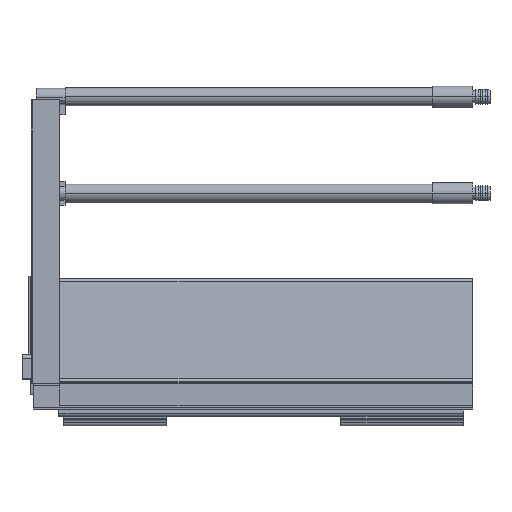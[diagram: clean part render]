
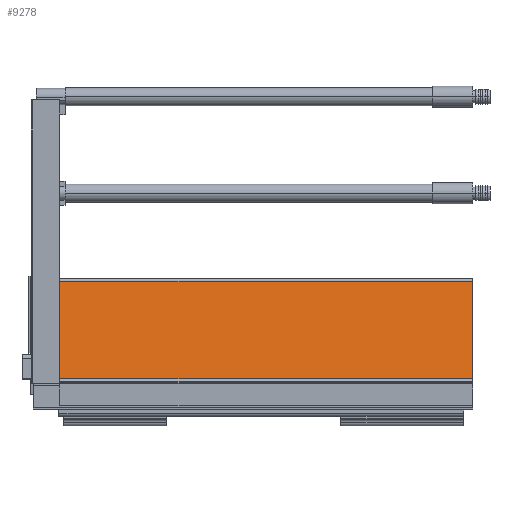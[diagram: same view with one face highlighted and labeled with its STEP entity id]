
A CAD part, top view. The second image highlights one B-rep face of the part: STEP entity #9278.
In plain terms, the highlighted planar face has unit normal (0, 0.139, 0.99).
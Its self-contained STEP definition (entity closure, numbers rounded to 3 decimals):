
#458 = CARTESIAN_POINT ( 'NONE',  ( -273.5, 75.024, 25.028 ) ) ;
#469 = EDGE_CURVE ( 'NONE', #6449, #8005, #12587, .T. ) ;
#495 = CARTESIAN_POINT ( 'NONE',  ( -293., 75.024, 25.028 ) ) ;
#1114 = VECTOR ( 'NONE', #9836, 1000. ) ;
#1223 = DIRECTION ( 'NONE',  ( 0., 0.139, 0.99 ) ) ;
#1275 = DIRECTION ( 'NONE',  ( 0., 0.99, -0.139 ) ) ;
#2334 = CARTESIAN_POINT ( 'NONE',  ( 0., 10.222, 34.135 ) ) ;
#3191 = CARTESIAN_POINT ( 'NONE',  ( -293., 75.024, 25.028 ) ) ;
#3575 = LINE ( 'NONE', #458, #11429 ) ;
#4214 = DIRECTION ( 'NONE',  ( 1., 0., 0. ) ) ;
#5162 = VERTEX_POINT ( 'NONE', #11134 ) ;
#5530 = VECTOR ( 'NONE', #11845, 1000. ) ;
#5630 = LINE ( 'NONE', #495, #5530 ) ;
#6158 = CARTESIAN_POINT ( 'NONE',  ( 0., 10.222, 34.135 ) ) ;
#6362 = ORIENTED_EDGE ( 'NONE', *, *, #10419, .F. ) ;
#6393 = ORIENTED_EDGE ( 'NONE', *, *, #7235, .F. ) ;
#6449 = VERTEX_POINT ( 'NONE', #13278 ) ;
#6791 = VECTOR ( 'NONE', #4214, 1000. ) ;
#7235 = EDGE_CURVE ( 'NONE', #11240, #5162, #5630, .T. ) ;
#7366 = DIRECTION ( 'NONE',  ( 0., -0.99, 0.139 ) ) ;
#7404 = ORIENTED_EDGE ( 'NONE', *, *, #469, .T. ) ;
#8005 = VERTEX_POINT ( 'NONE', #6158 ) ;
#8819 = LINE ( 'NONE', #11047, #1114 ) ;
#8967 = CARTESIAN_POINT ( 'NONE',  ( -273.5, 75.024, 25.028 ) ) ;
#9278 = ADVANCED_FACE ( 'NONE', ( #12569 ), #12442, .T. ) ;
#9709 = AXIS2_PLACEMENT_3D ( 'NONE', #3191, #1223, #7366 ) ;
#9737 = EDGE_CURVE ( 'NONE', #6449, #11240, #3575, .T. ) ;
#9836 = DIRECTION ( 'NONE',  ( 0., -0.99, 0.139 ) ) ;
#10282 = EDGE_LOOP ( 'NONE', ( #10563, #7404, #6362, #6393 ) ) ;
#10419 = EDGE_CURVE ( 'NONE', #5162, #8005, #8819, .T. ) ;
#10563 = ORIENTED_EDGE ( 'NONE', *, *, #9737, .F. ) ;
#11047 = CARTESIAN_POINT ( 'NONE',  ( 0., 75.024, 25.028 ) ) ;
#11134 = CARTESIAN_POINT ( 'NONE',  ( 0., 75.024, 25.028 ) ) ;
#11240 = VERTEX_POINT ( 'NONE', #8967 ) ;
#11429 = VECTOR ( 'NONE', #1275, 1000. ) ;
#11845 = DIRECTION ( 'NONE',  ( 1., 0., 0. ) ) ;
#12442 = PLANE ( 'NONE',  #9709 ) ;
#12569 = FACE_OUTER_BOUND ( 'NONE', #10282, .T. ) ;
#12587 = LINE ( 'NONE', #2334, #6791 ) ;
#13278 = CARTESIAN_POINT ( 'NONE',  ( -273.5, 10.222, 34.135 ) ) ;
